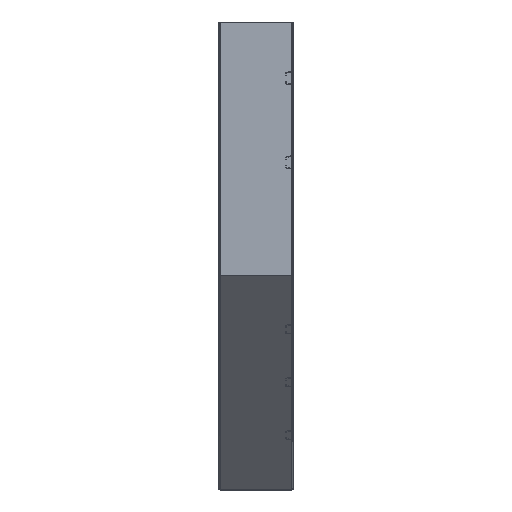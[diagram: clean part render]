
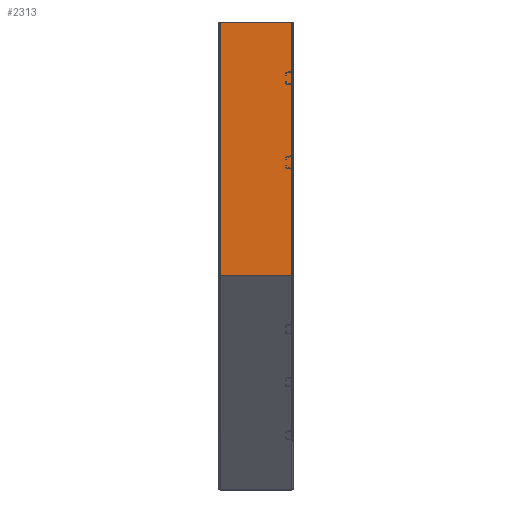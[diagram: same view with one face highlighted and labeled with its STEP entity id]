
A CAD part, left-side view. The second image highlights one B-rep face of the part: STEP entity #2313.
In plain terms, the highlighted planar face has unit normal (-1, 0, 0).
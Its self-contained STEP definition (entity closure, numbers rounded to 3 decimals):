
#1340=DIRECTION('',(0.,1.,0.));
#1341=VECTOR('',#1340,192.);
#1342=CARTESIAN_POINT('',(-500.,4.,750.));
#1343=LINE('',#1342,#1341);
#1493=DIRECTION('',(0.,0.,-1.));
#1494=VECTOR('',#1493,677.817);
#1495=CARTESIAN_POINT('',(-500.,196.,750.));
#1496=LINE('',#1495,#1494);
#1497=DIRECTION('',(0.,0.,-1.));
#1498=VECTOR('',#1497,677.817);
#1499=CARTESIAN_POINT('',(-500.,4.,750.));
#1500=LINE('',#1499,#1498);
#1522=CARTESIAN_POINT('',(-500.,4.,72.183));
#1897=DIRECTION('',(0.,1.,0.));
#1898=VECTOR('',#1897,192.);
#1899=CARTESIAN_POINT('',(-500.,4.,72.183));
#1900=LINE('',#1899,#1898);
#1917=CARTESIAN_POINT('',(-500.,4.,750.));
#1918=VERTEX_POINT('',#1917);
#1919=CARTESIAN_POINT('',(-500.,196.,750.));
#1920=VERTEX_POINT('',#1919);
#1946=VERTEX_POINT('',#1522);
#1947=CARTESIAN_POINT('',(-500.,196.,72.183));
#1948=VERTEX_POINT('',#1947);
#2300=CARTESIAN_POINT('',(-500.,4.,750.));
#2301=DIRECTION('',(-1.,0.,0.));
#2302=DIRECTION('',(0.,1.,0.));
#2303=AXIS2_PLACEMENT_3D('',#2300,#2301,#2302);
#2304=PLANE('',#2303);
#2305=ORIENTED_EDGE('',*,*,#2032,.F.);
#2307=ORIENTED_EDGE('',*,*,#2306,.T.);
#2309=ORIENTED_EDGE('',*,*,#2308,.T.);
#2310=ORIENTED_EDGE('',*,*,#2292,.F.);
#2311=EDGE_LOOP('',(#2305,#2307,#2309,#2310));
#2312=FACE_OUTER_BOUND('',#2311,.F.);
#2313=ADVANCED_FACE('',(#2312),#2304,.T.);
#2032=EDGE_CURVE('',#1918,#1920,#1343,.T.);
#2292=EDGE_CURVE('',#1920,#1948,#1496,.T.);
#2306=EDGE_CURVE('',#1918,#1946,#1500,.T.);
#2308=EDGE_CURVE('',#1946,#1948,#1900,.T.);
